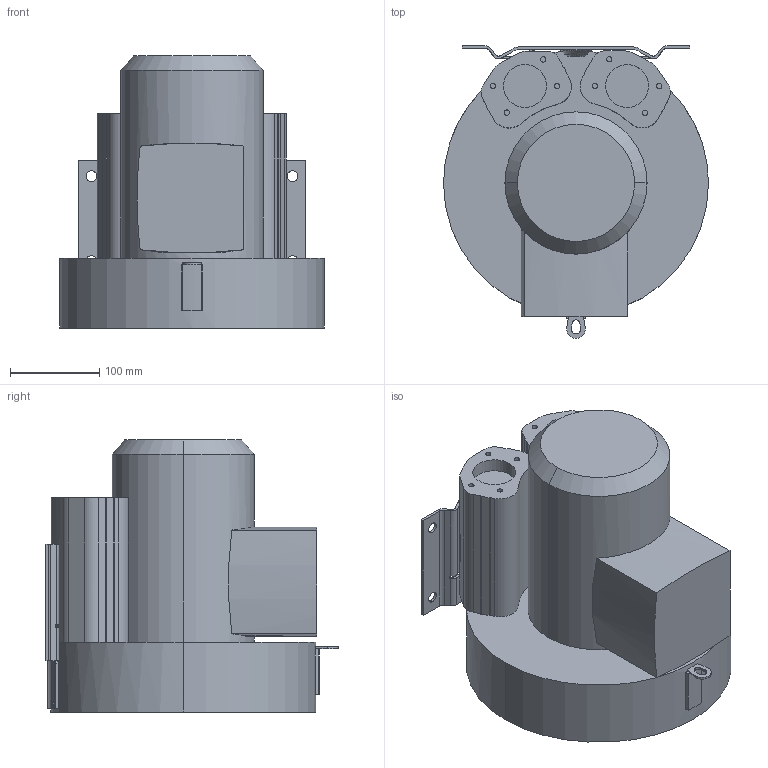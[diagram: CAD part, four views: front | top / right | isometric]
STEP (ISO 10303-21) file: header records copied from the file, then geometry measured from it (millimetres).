
FILE_DESCRIPTION((''),'2;1');
FILE_NAME('2RB410-1AP16-JT','2026-02-07T',('Administrator'),(''),'PRO/ENGINEER BY PARAMETRIC TECHNOLOGY CORPORATION, 2007090','PRO/ENGINEER BY PARAMETRIC TECHNOLOGY CORPORATION, 2007090','');
FILE_SCHEMA(('AUTOMOTIVE_DESIGN_CC2 { 1 2 10303 214 -1 1 5 2 }'));
Length unit declared in the file: millimetre
Products named in the file (1): 2RB410-1AP16-JT
Bounding box: 296.4 x 327.21 x 304.3 mm (x, y, z)
Volume: 12937947.6 mm3; surface area: 546791.2 mm2
Topology: 1 solids, 1 shells, 254 faces, 729 edges, 487 vertices
Faces by surface type: cylinder 122, plane 104, extrusion 12, bspline 10, cone 6
Entity records: 9712 total; most frequent: CARTESIAN_POINT 2859, ORIENTED_EDGE 1458, DIRECTION 1428, EDGE_CURVE 729, AXIS2_PLACEMENT_3D 528, VERTEX_POINT 487, VECTOR 372, LINE 360
